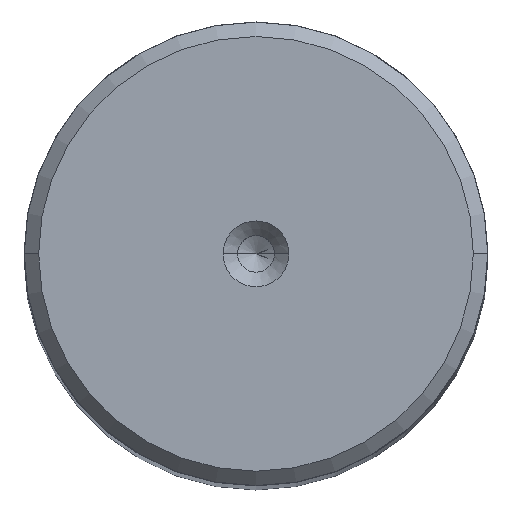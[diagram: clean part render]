
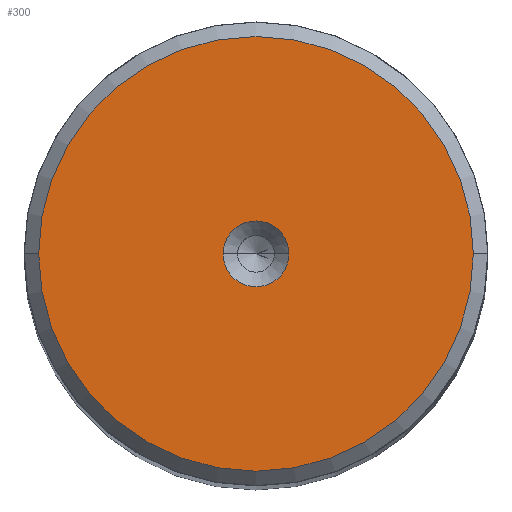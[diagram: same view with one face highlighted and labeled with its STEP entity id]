
A CAD part, top view. The second image highlights one B-rep face of the part: STEP entity #300.
In plain terms, the highlighted planar face has unit normal (0, 0, 1).
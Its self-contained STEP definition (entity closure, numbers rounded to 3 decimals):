
#31 = FACE_BOUND ( 'NONE', #1470, .T. ) ;
#40 = CARTESIAN_POINT ( 'NONE',  ( 0., 0., 200. ) ) ;
#194 = CARTESIAN_POINT ( 'NONE',  ( 0., 0., 200. ) ) ;
#292 = ORIENTED_EDGE ( 'NONE', *, *, #2912, .T. ) ;
#300 = ADVANCED_FACE ( 'NONE', ( #31, #2727 ), #1587, .T. ) ;
#416 = CIRCLE ( 'NONE', #1252, 2.7 ) ;
#432 = DIRECTION ( 'NONE',  ( 1., 0., 0. ) ) ;
#435 = ORIENTED_EDGE ( 'NONE', *, *, #2124, .T. ) ;
#439 = DIRECTION ( 'NONE',  ( 0., 0., 1. ) ) ;
#488 = VERTEX_POINT ( 'NONE', #2744 ) ;
#595 = DIRECTION ( 'NONE',  ( 1., 0., 0. ) ) ;
#649 = DIRECTION ( 'NONE',  ( 0., 0., 1. ) ) ;
#669 = CARTESIAN_POINT ( 'NONE',  ( 2.7, 0., 200. ) ) ;
#822 = EDGE_CURVE ( 'NONE', #1739, #488, #416, .T. ) ;
#878 = DIRECTION ( 'NONE',  ( 1., 0., 0. ) ) ;
#950 = EDGE_CURVE ( 'NONE', #488, #1739, #1065, .T. ) ;
#994 = CIRCLE ( 'NONE', #1883, 17.814 ) ;
#1048 = ORIENTED_EDGE ( 'NONE', *, *, #822, .F. ) ;
#1065 = CIRCLE ( 'NONE', #1766, 2.7 ) ;
#1116 = DIRECTION ( 'NONE',  ( 0., 0., 1. ) ) ;
#1168 = AXIS2_PLACEMENT_3D ( 'NONE', #2625, #2427, #595 ) ;
#1182 = CARTESIAN_POINT ( 'NONE',  ( 17.814, 0., 200. ) ) ;
#1252 = AXIS2_PLACEMENT_3D ( 'NONE', #40, #439, #2046 ) ;
#1261 = AXIS2_PLACEMENT_3D ( 'NONE', #2055, #649, #1831 ) ;
#1445 = VERTEX_POINT ( 'NONE', #1182 ) ;
#1470 = EDGE_LOOP ( 'NONE', ( #1048, #2053 ) ) ;
#1587 = PLANE ( 'NONE',  #1261 ) ;
#1739 = VERTEX_POINT ( 'NONE', #669 ) ;
#1766 = AXIS2_PLACEMENT_3D ( 'NONE', #2722, #2464, #878 ) ;
#1831 = DIRECTION ( 'NONE',  ( 1., 0., 0. ) ) ;
#1883 = AXIS2_PLACEMENT_3D ( 'NONE', #194, #1116, #432 ) ;
#1975 = VERTEX_POINT ( 'NONE', #2607 ) ;
#2046 = DIRECTION ( 'NONE',  ( 1., 0., 0. ) ) ;
#2053 = ORIENTED_EDGE ( 'NONE', *, *, #950, .F. ) ;
#2055 = CARTESIAN_POINT ( 'NONE',  ( 0., 0., 200. ) ) ;
#2092 = EDGE_LOOP ( 'NONE', ( #292, #435 ) ) ;
#2124 = EDGE_CURVE ( 'NONE', #1445, #1975, #2154, .T. ) ;
#2154 = CIRCLE ( 'NONE', #1168, 17.814 ) ;
#2427 = DIRECTION ( 'NONE',  ( 0., 0., 1. ) ) ;
#2464 = DIRECTION ( 'NONE',  ( 0., 0., 1. ) ) ;
#2607 = CARTESIAN_POINT ( 'NONE',  ( -17.814, 0., 200. ) ) ;
#2625 = CARTESIAN_POINT ( 'NONE',  ( 0., 0., 200. ) ) ;
#2722 = CARTESIAN_POINT ( 'NONE',  ( 0., 0., 200. ) ) ;
#2727 = FACE_OUTER_BOUND ( 'NONE', #2092, .T. ) ;
#2744 = CARTESIAN_POINT ( 'NONE',  ( -2.7, 0., 200. ) ) ;
#2912 = EDGE_CURVE ( 'NONE', #1975, #1445, #994, .T. ) ;
